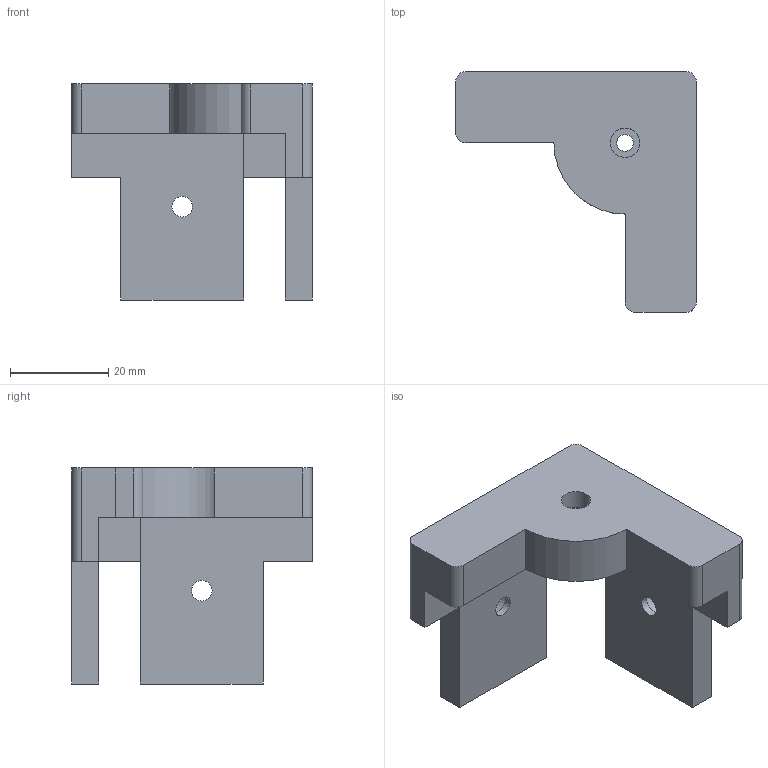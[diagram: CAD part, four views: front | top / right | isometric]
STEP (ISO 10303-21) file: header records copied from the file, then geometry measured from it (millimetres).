
FILE_DESCRIPTION(/* description */ (''),/* implementation_level */ '2;1');
FILE_NAME(/* name */ 'idler-profile connector 2.step',/* time_stamp */ '2025-05-11T22:57:25+09:00',/* author */ (''),/* organization */ (''),/* preprocessor_version */ 'ST-DEVELOPER v20.1',/* originating_system */ 'Autodesk Translation Framework v14.4.0.0',/* authorisation */ '');
FILE_SCHEMA (('AUTOMOTIVE_DESIGN { 1 0 10303 214 3 1 1 }'));
Length unit declared in the file: millimetre
Products named in the file (1): (Unsaved)
Bounding box: 49 x 49 x 44 mm (x, y, z)
Volume: 24532.3 mm3; surface area: 9696.1 mm2
Topology: 1 solids, 1 shells, 37 faces, 94 edges, 62 vertices
Faces by surface type: plane 25, cylinder 12
Full cylindrical faces by diameter (mm): 3.4 x1, 4.2 x2, 6 x1, 8 x2
Entity records: 1161 total; most frequent: DIRECTION 194, CARTESIAN_POINT 194, ORIENTED_EDGE 188, EDGE_CURVE 94, LINE 70, VECTOR 70, VERTEX_POINT 62, AXIS2_PLACEMENT_3D 62
